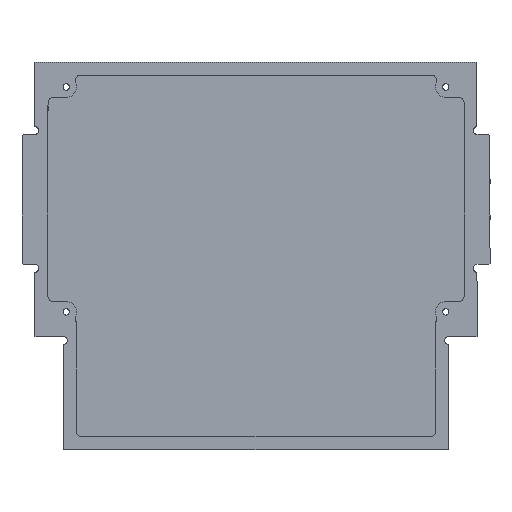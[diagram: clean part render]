
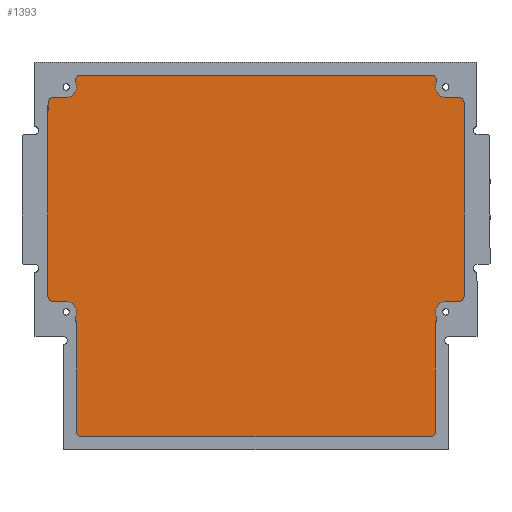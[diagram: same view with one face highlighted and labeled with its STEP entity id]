
A CAD part, left-side view. The second image highlights one B-rep face of the part: STEP entity #1393.
In plain terms, the highlighted planar face has unit normal (-1, 0, 0).
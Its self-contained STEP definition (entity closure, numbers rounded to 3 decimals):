
#137=FACE_OUTER_BOUND('',#213,.T.);
#213=EDGE_LOOP('',(#1101,#1102,#1103,#1104,#1105,#1106,#1107,#1108,#1109,
#1110,#1111,#1112,#1113,#1114,#1115,#1116,#1117,#1118,#1119,#1120,#1121,
#1122,#1123,#1124,#1125,#1126,#1127,#1128,#1129,#1130));
#274=CIRCLE('',#1467,2.);
#276=CIRCLE('',#1470,4.);
#278=CIRCLE('',#1474,2.);
#280=CIRCLE('',#1477,2.);
#282=CIRCLE('',#1481,4.);
#284=CIRCLE('',#1484,2.);
#286=CIRCLE('',#1487,2.);
#288=CIRCLE('',#1491,2.);
#311=CIRCLE('',#1518,2.);
#312=CIRCLE('',#1520,4.);
#313=CIRCLE('',#1523,2.);
#314=CIRCLE('',#1525,2.);
#315=CIRCLE('',#1528,4.);
#316=CIRCLE('',#1530,2.);
#317=CIRCLE('',#1532,2.);
#318=CIRCLE('',#1535,2.);
#343=LINE('',#2027,#471);
#344=LINE('',#2032,#472);
#345=LINE('',#2037,#473);
#351=LINE('',#2058,#479);
#355=LINE('',#2073,#483);
#361=LINE('',#2097,#489);
#391=LINE('',#2197,#519);
#392=LINE('',#2202,#520);
#393=LINE('',#2207,#521);
#396=LINE('',#2212,#524);
#400=LINE('',#2224,#528);
#403=LINE('',#2234,#531);
#408=LINE('',#2250,#536);
#410=LINE('',#2256,#538);
#471=VECTOR('',#1609,10.);
#472=VECTOR('',#1614,10.);
#473=VECTOR('',#1619,10.);
#479=VECTOR('',#1639,10.);
#483=VECTOR('',#1657,10.);
#489=VECTOR('',#1683,10.);
#519=VECTOR('',#1759,10.);
#520=VECTOR('',#1764,10.);
#521=VECTOR('',#1769,10.);
#524=VECTOR('',#1774,10.);
#528=VECTOR('',#1788,10.);
#531=VECTOR('',#1801,10.);
#536=VECTOR('',#1820,10.);
#538=VECTOR('',#1828,10.);
#599=VERTEX_POINT('',#2024);
#600=VERTEX_POINT('',#2026);
#602=VERTEX_POINT('',#2031);
#604=VERTEX_POINT('',#2036);
#607=VERTEX_POINT('',#2043);
#608=VERTEX_POINT('',#2045);
#610=VERTEX_POINT('',#2051);
#612=VERTEX_POINT('',#2057);
#614=VERTEX_POINT('',#2066);
#616=VERTEX_POINT('',#2072);
#618=VERTEX_POINT('',#2078);
#620=VERTEX_POINT('',#2084);
#622=VERTEX_POINT('',#2090);
#624=VERTEX_POINT('',#2096);
#626=VERTEX_POINT('',#2102);
#670=VERTEX_POINT('',#2194);
#671=VERTEX_POINT('',#2196);
#673=VERTEX_POINT('',#2201);
#675=VERTEX_POINT('',#2206);
#676=VERTEX_POINT('',#2210);
#677=VERTEX_POINT('',#2214);
#678=VERTEX_POINT('',#2218);
#679=VERTEX_POINT('',#2222);
#680=VERTEX_POINT('',#2228);
#681=VERTEX_POINT('',#2232);
#682=VERTEX_POINT('',#2236);
#683=VERTEX_POINT('',#2240);
#684=VERTEX_POINT('',#2244);
#685=VERTEX_POINT('',#2248);
#686=VERTEX_POINT('',#2252);
#731=EDGE_CURVE('',#600,#599,#343,.T.);
#734=EDGE_CURVE('',#602,#600,#344,.T.);
#737=EDGE_CURVE('',#604,#602,#345,.T.);
#741=EDGE_CURVE('',#608,#607,#274,.T.);
#744=EDGE_CURVE('',#610,#608,#276,.T.);
#747=EDGE_CURVE('',#612,#610,#351,.T.);
#750=EDGE_CURVE('',#599,#612,#278,.T.);
#752=EDGE_CURVE('',#614,#604,#280,.T.);
#755=EDGE_CURVE('',#616,#614,#355,.T.);
#758=EDGE_CURVE('',#618,#616,#282,.T.);
#761=EDGE_CURVE('',#620,#618,#284,.T.);
#764=EDGE_CURVE('',#622,#620,#286,.T.);
#767=EDGE_CURVE('',#624,#622,#361,.T.);
#770=EDGE_CURVE('',#626,#624,#288,.T.);
#817=EDGE_CURVE('',#670,#671,#391,.T.);
#820=EDGE_CURVE('',#671,#673,#392,.T.);
#823=EDGE_CURVE('',#673,#675,#393,.T.);
#826=EDGE_CURVE('',#607,#676,#396,.T.);
#828=EDGE_CURVE('',#677,#676,#311,.T.);
#830=EDGE_CURVE('',#678,#677,#312,.T.);
#832=EDGE_CURVE('',#679,#678,#400,.T.);
#833=EDGE_CURVE('',#675,#679,#313,.T.);
#835=EDGE_CURVE('',#680,#670,#314,.T.);
#837=EDGE_CURVE('',#681,#680,#403,.T.);
#839=EDGE_CURVE('',#682,#681,#315,.T.);
#841=EDGE_CURVE('',#683,#682,#316,.T.);
#843=EDGE_CURVE('',#684,#683,#317,.T.);
#845=EDGE_CURVE('',#685,#684,#408,.T.);
#847=EDGE_CURVE('',#686,#685,#318,.T.);
#848=EDGE_CURVE('',#626,#686,#410,.T.);
#1101=ORIENTED_EDGE('',*,*,#848,.F.);
#1102=ORIENTED_EDGE('',*,*,#770,.T.);
#1103=ORIENTED_EDGE('',*,*,#767,.T.);
#1104=ORIENTED_EDGE('',*,*,#764,.T.);
#1105=ORIENTED_EDGE('',*,*,#761,.T.);
#1106=ORIENTED_EDGE('',*,*,#758,.T.);
#1107=ORIENTED_EDGE('',*,*,#755,.T.);
#1108=ORIENTED_EDGE('',*,*,#752,.T.);
#1109=ORIENTED_EDGE('',*,*,#737,.T.);
#1110=ORIENTED_EDGE('',*,*,#734,.T.);
#1111=ORIENTED_EDGE('',*,*,#731,.T.);
#1112=ORIENTED_EDGE('',*,*,#750,.T.);
#1113=ORIENTED_EDGE('',*,*,#747,.T.);
#1114=ORIENTED_EDGE('',*,*,#744,.T.);
#1115=ORIENTED_EDGE('',*,*,#741,.T.);
#1116=ORIENTED_EDGE('',*,*,#826,.T.);
#1117=ORIENTED_EDGE('',*,*,#828,.F.);
#1118=ORIENTED_EDGE('',*,*,#830,.F.);
#1119=ORIENTED_EDGE('',*,*,#832,.F.);
#1120=ORIENTED_EDGE('',*,*,#833,.F.);
#1121=ORIENTED_EDGE('',*,*,#823,.F.);
#1122=ORIENTED_EDGE('',*,*,#820,.F.);
#1123=ORIENTED_EDGE('',*,*,#817,.F.);
#1124=ORIENTED_EDGE('',*,*,#835,.F.);
#1125=ORIENTED_EDGE('',*,*,#837,.F.);
#1126=ORIENTED_EDGE('',*,*,#839,.F.);
#1127=ORIENTED_EDGE('',*,*,#841,.F.);
#1128=ORIENTED_EDGE('',*,*,#843,.F.);
#1129=ORIENTED_EDGE('',*,*,#845,.F.);
#1130=ORIENTED_EDGE('',*,*,#847,.F.);
#1340=PLANE('',#1537);
#1393=ADVANCED_FACE('',(#137),#1340,.T.);
#1467=AXIS2_PLACEMENT_3D('',#2046,#1626,#1627);
#1470=AXIS2_PLACEMENT_3D('',#2052,#1633,#1634);
#1474=AXIS2_PLACEMENT_3D('',#2062,#1645,#1646);
#1477=AXIS2_PLACEMENT_3D('',#2067,#1651,#1652);
#1481=AXIS2_PLACEMENT_3D('',#2079,#1663,#1664);
#1484=AXIS2_PLACEMENT_3D('',#2085,#1670,#1671);
#1487=AXIS2_PLACEMENT_3D('',#2091,#1677,#1678);
#1491=AXIS2_PLACEMENT_3D('',#2103,#1689,#1690);
#1518=AXIS2_PLACEMENT_3D('',#2216,#1778,#1779);
#1520=AXIS2_PLACEMENT_3D('',#2220,#1783,#1784);
#1523=AXIS2_PLACEMENT_3D('',#2226,#1791,#1792);
#1525=AXIS2_PLACEMENT_3D('',#2230,#1796,#1797);
#1528=AXIS2_PLACEMENT_3D('',#2238,#1805,#1806);
#1530=AXIS2_PLACEMENT_3D('',#2242,#1810,#1811);
#1532=AXIS2_PLACEMENT_3D('',#2246,#1815,#1816);
#1535=AXIS2_PLACEMENT_3D('',#2254,#1824,#1825);
#1537=AXIS2_PLACEMENT_3D('',#2257,#1829,#1830);
#1609=DIRECTION('',(0.,0.,1.));
#1614=DIRECTION('',(0.,0.,1.));
#1619=DIRECTION('',(0.,0.,1.));
#1626=DIRECTION('center_axis',(-1.,0.,0.));
#1627=DIRECTION('ref_axis',(0.,0.,1.));
#1633=DIRECTION('center_axis',(1.,0.,0.));
#1634=DIRECTION('ref_axis',(0.,0.,1.));
#1639=DIRECTION('',(0.,1.,0.));
#1645=DIRECTION('center_axis',(-1.,0.,0.));
#1646=DIRECTION('ref_axis',(0.,0.,1.));
#1651=DIRECTION('center_axis',(-1.,0.,0.));
#1652=DIRECTION('ref_axis',(0.,-1.,0.));
#1657=DIRECTION('',(0.,-1.,0.));
#1663=DIRECTION('center_axis',(1.,0.,0.));
#1664=DIRECTION('ref_axis',(0.,-0.909,0.417));
#1670=DIRECTION('center_axis',(-1.,0.,0.));
#1671=DIRECTION('ref_axis',(0.,-0.909,0.417));
#1677=DIRECTION('center_axis',(1.,0.,0.));
#1678=DIRECTION('ref_axis',(0.,-1.,0.));
#1683=DIRECTION('',(0.,0.,1.));
#1689=DIRECTION('center_axis',(-1.,0.,0.));
#1690=DIRECTION('ref_axis',(0.,-1.,0.));
#1759=DIRECTION('',(0.,0.,1.));
#1764=DIRECTION('',(0.,0.,1.));
#1769=DIRECTION('',(0.,0.,1.));
#1774=DIRECTION('',(0.,1.,0.));
#1778=DIRECTION('center_axis',(1.,0.,0.));
#1779=DIRECTION('ref_axis',(0.,0.,1.));
#1783=DIRECTION('center_axis',(-1.,0.,0.));
#1784=DIRECTION('ref_axis',(0.,0.,1.));
#1788=DIRECTION('',(0.,-1.,0.));
#1791=DIRECTION('center_axis',(1.,0.,0.));
#1792=DIRECTION('ref_axis',(0.,0.,1.));
#1796=DIRECTION('center_axis',(1.,0.,0.));
#1797=DIRECTION('ref_axis',(0.,1.,0.));
#1801=DIRECTION('',(0.,1.,0.));
#1805=DIRECTION('center_axis',(-1.,0.,0.));
#1806=DIRECTION('ref_axis',(0.,0.909,0.417));
#1810=DIRECTION('center_axis',(1.,0.,0.));
#1811=DIRECTION('ref_axis',(0.,0.909,0.417));
#1815=DIRECTION('center_axis',(-1.,0.,0.));
#1816=DIRECTION('ref_axis',(0.,1.,0.));
#1820=DIRECTION('',(0.,0.,1.));
#1824=DIRECTION('center_axis',(1.,0.,0.));
#1825=DIRECTION('ref_axis',(0.,1.,0.));
#1828=DIRECTION('',(0.,1.,0.));
#1829=DIRECTION('center_axis',(-1.,0.,0.));
#1830=DIRECTION('ref_axis',(0.,0.,1.));
#2024=CARTESIAN_POINT('',(4.,-80.,59.));
#2026=CARTESIAN_POINT('',(4.,-80.,56.75));
#2027=CARTESIAN_POINT('',(4.,-80.,59.));
#2031=CARTESIAN_POINT('',(4.,-80.,-13.25));
#2032=CARTESIAN_POINT('',(4.,-80.,59.));
#2036=CARTESIAN_POINT('',(4.,-80.,-15.5));
#2037=CARTESIAN_POINT('',(4.,-80.,59.));
#2043=CARTESIAN_POINT('',(4.,-67.546,69.5));
#2045=CARTESIAN_POINT('',(4.,-69.364,66.667));
#2046=CARTESIAN_POINT('Origin',(4.,-67.546,67.5));
#2051=CARTESIAN_POINT('',(4.,-73.,61.));
#2052=CARTESIAN_POINT('Origin',(4.,-73.,65.));
#2057=CARTESIAN_POINT('',(4.,-78.,61.));
#2058=CARTESIAN_POINT('',(4.,-73.,61.));
#2062=CARTESIAN_POINT('Origin',(4.,-78.,59.));
#2066=CARTESIAN_POINT('',(4.,-78.,-17.5));
#2067=CARTESIAN_POINT('Origin',(4.,-78.,-15.5));
#2072=CARTESIAN_POINT('',(4.,-73.,-17.5));
#2073=CARTESIAN_POINT('',(4.,-78.,-17.5));
#2078=CARTESIAN_POINT('',(4.,-69.364,-23.167));
#2079=CARTESIAN_POINT('Origin',(4.,-73.,-21.5));
#2084=CARTESIAN_POINT('',(4.,-69.273,-25.008));
#2085=CARTESIAN_POINT('Origin',(4.,-67.546,-24.));
#2090=CARTESIAN_POINT('',(4.,-69.,-26.017));
#2091=CARTESIAN_POINT('Origin',(4.,-71.,-26.017));
#2096=CARTESIAN_POINT('',(4.,-69.,-67.5));
#2097=CARTESIAN_POINT('',(4.,-69.,-26.017));
#2102=CARTESIAN_POINT('',(4.,-67.,-69.5));
#2103=CARTESIAN_POINT('Origin',(4.,-67.,-67.5));
#2194=CARTESIAN_POINT('',(4.,80.,-15.5));
#2196=CARTESIAN_POINT('',(4.,80.,-13.25));
#2197=CARTESIAN_POINT('',(4.,80.,59.));
#2201=CARTESIAN_POINT('',(4.,80.,56.75));
#2202=CARTESIAN_POINT('',(4.,80.,59.));
#2206=CARTESIAN_POINT('',(4.,80.,59.));
#2207=CARTESIAN_POINT('',(4.,80.,59.));
#2210=CARTESIAN_POINT('',(4.,67.546,69.5));
#2212=CARTESIAN_POINT('',(4.,0.,69.5));
#2214=CARTESIAN_POINT('',(4.,69.364,66.667));
#2216=CARTESIAN_POINT('Origin',(4.,67.546,67.5));
#2218=CARTESIAN_POINT('',(4.,73.,61.));
#2220=CARTESIAN_POINT('Origin',(4.,73.,65.));
#2222=CARTESIAN_POINT('',(4.,78.,61.));
#2224=CARTESIAN_POINT('',(4.,73.,61.));
#2226=CARTESIAN_POINT('Origin',(4.,78.,59.));
#2228=CARTESIAN_POINT('',(4.,78.,-17.5));
#2230=CARTESIAN_POINT('Origin',(4.,78.,-15.5));
#2232=CARTESIAN_POINT('',(4.,73.,-17.5));
#2234=CARTESIAN_POINT('',(4.,78.,-17.5));
#2236=CARTESIAN_POINT('',(4.,69.364,-23.167));
#2238=CARTESIAN_POINT('Origin',(4.,73.,-21.5));
#2240=CARTESIAN_POINT('',(4.,69.273,-25.008));
#2242=CARTESIAN_POINT('Origin',(4.,67.546,-24.));
#2244=CARTESIAN_POINT('',(4.,69.,-26.017));
#2246=CARTESIAN_POINT('Origin',(4.,71.,-26.017));
#2248=CARTESIAN_POINT('',(4.,69.,-67.5));
#2250=CARTESIAN_POINT('',(4.,69.,-26.017));
#2252=CARTESIAN_POINT('',(4.,67.,-69.5));
#2254=CARTESIAN_POINT('Origin',(4.,67.,-67.5));
#2256=CARTESIAN_POINT('',(4.,67.,-69.5));
#2257=CARTESIAN_POINT('Origin',(4.,40.,0.));
